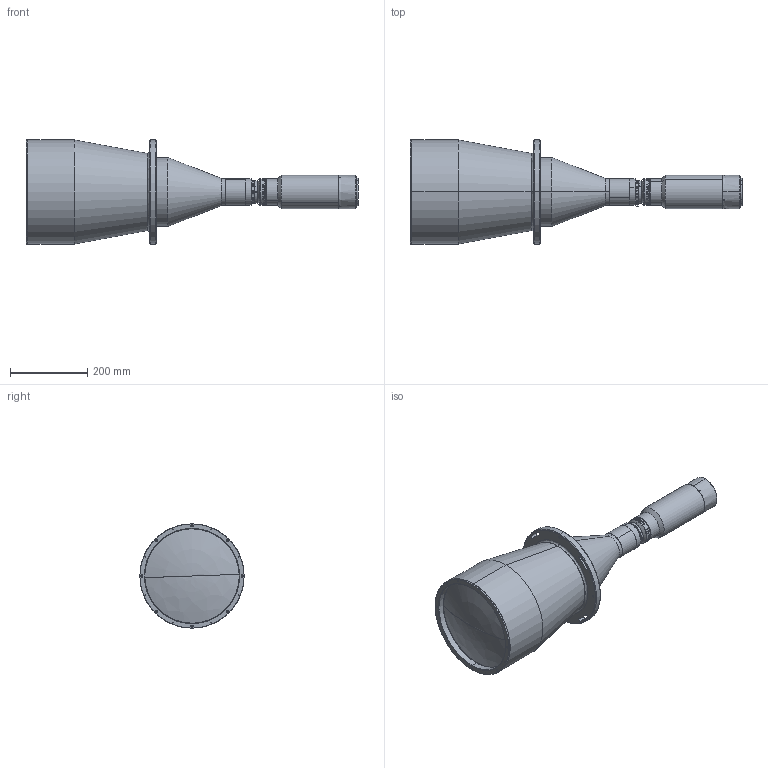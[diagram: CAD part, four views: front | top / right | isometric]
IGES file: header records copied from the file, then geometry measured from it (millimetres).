
Start section: SolidWorks IGES file using analytic representation for surfaces
Global section: file name: XF-PTL23862-M72-11.48-VI.IGS; native system: SolidWorks 2014; preprocessor: SolidWorks 2014; author: puyufan; date: 190614.132141; units: millimetre
Bounding box: 861.22 x 270 x 270 mm (x, y, z)
Surface area: 622051.3 mm2 (no closed solid volume)
Topology: 0 solids, 0 shells, 373 faces, 9509 edges, 9500 vertices
Faces by surface type: revolution 261, bspline 112
